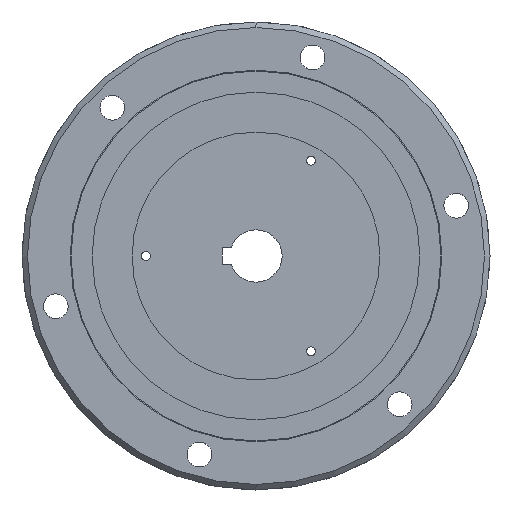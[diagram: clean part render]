
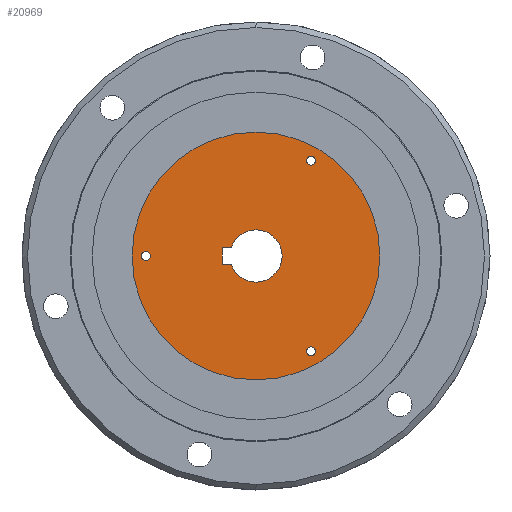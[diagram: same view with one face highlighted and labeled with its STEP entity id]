
A CAD part, left-side view. The second image highlights one B-rep face of the part: STEP entity #20969.
In plain terms, the highlighted face is planar.
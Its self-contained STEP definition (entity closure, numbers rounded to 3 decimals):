
#189 = ORIENTED_EDGE ( 'NONE', *, *, #28927, .F. ) ;
#649 = EDGE_LOOP ( 'NONE', ( #45963, #19255 ) ) ;
#790 = VECTOR ( 'NONE', #33240, 1000. ) ;
#1388 = CARTESIAN_POINT ( 'NONE',  ( 3., 9.014, 23.2 ) ) ;
#1700 = VERTEX_POINT ( 'NONE', #21687 ) ;
#2796 = DIRECTION ( 'NONE',  ( 0., 0., 1. ) ) ;
#3018 = LINE ( 'NONE', #11722, #37003 ) ;
#3113 = DIRECTION ( 'NONE',  ( 0., 0., -1. ) ) ;
#3596 = ORIENTED_EDGE ( 'NONE', *, *, #8380, .T. ) ;
#3624 = LINE ( 'NONE', #46827, #790 ) ;
#4051 = DIRECTION ( 'NONE',  ( 0., 0., 1. ) ) ;
#4329 = CARTESIAN_POINT ( 'NONE',  ( 3., 12.3, 23.2 ) ) ;
#4481 = VECTOR ( 'NONE', #9345, 1000. ) ;
#5200 = EDGE_CURVE ( 'NONE', #44348, #16974, #38418, .T. ) ;
#5645 = CARTESIAN_POINT ( 'NONE',  ( 3., 12.3, 23.2 ) ) ;
#6825 = AXIS2_PLACEMENT_3D ( 'NONE', #17616, #52333, #17229 ) ;
#8344 = CIRCLE ( 'NONE', #57054, 1.65 ) ;
#8380 = EDGE_CURVE ( 'NONE', #26278, #29075, #3624, .T. ) ;
#9345 = DIRECTION ( 'NONE',  ( 1., 0., 0. ) ) ;
#9882 = CARTESIAN_POINT ( 'NONE',  ( -9.5, 0., 23.2 ) ) ;
#10499 = CARTESIAN_POINT ( 'NONE',  ( 32.991, -20., 23.2 ) ) ;
#10583 = EDGE_CURVE ( 'NONE', #19256, #26278, #26720, .T. ) ;
#10919 = VERTEX_POINT ( 'NONE', #11647 ) ;
#11161 = CIRCLE ( 'NONE', #28649, 1.65 ) ;
#11647 = CARTESIAN_POINT ( 'NONE',  ( -3., 9.014, 23.2 ) ) ;
#11723 = CARTESIAN_POINT ( 'NONE',  ( 0., 0., 23.2 ) ) ;
#11722 = CARTESIAN_POINT ( 'NONE',  ( -3., 12.3, 23.2 ) ) ;
#12911 = EDGE_CURVE ( 'NONE', #29075, #41476, #41867, .T. ) ;
#12913 = AXIS2_PLACEMENT_3D ( 'NONE', #21323, #34289, #43168 ) ;
#13448 = CARTESIAN_POINT ( 'NONE',  ( 0., 40., 23.2 ) ) ;
#13903 = AXIS2_PLACEMENT_3D ( 'NONE', #40213, #40809, #45036 ) ;
#14024 = ORIENTED_EDGE ( 'NONE', *, *, #42664, .T. ) ;
#15091 = FACE_BOUND ( 'NONE', #18242, .T. ) ;
#15211 = ORIENTED_EDGE ( 'NONE', *, *, #29916, .T. ) ;
#15486 = VERTEX_POINT ( 'NONE', #28125 ) ;
#16014 = DIRECTION ( 'NONE',  ( 1., 0., 0. ) ) ;
#16120 = DIRECTION ( 'NONE',  ( 1., 0., 0. ) ) ;
#16588 = AXIS2_PLACEMENT_3D ( 'NONE', #57329, #26435, #17559 ) ;
#16974 = VERTEX_POINT ( 'NONE', #10499 ) ;
#17229 = DIRECTION ( 'NONE',  ( 1., 0., 0. ) ) ;
#17446 = EDGE_LOOP ( 'NONE', ( #48194, #14024, #56103, #15211, #35950, #3596 ) ) ;
#17559 = DIRECTION ( 'NONE',  ( 1., 0., 0. ) ) ;
#17616 = CARTESIAN_POINT ( 'NONE',  ( 0., 0., 23.2 ) ) ;
#17866 = DIRECTION ( 'NONE',  ( 1., 0., 0. ) ) ;
#18242 = EDGE_LOOP ( 'NONE', ( #42854, #53738 ) ) ;
#19092 = CIRCLE ( 'NONE', #46016, 9.5 ) ;
#19255 = ORIENTED_EDGE ( 'NONE', *, *, #5200, .F. ) ;
#19256 = VERTEX_POINT ( 'NONE', #35834 ) ;
#19370 = ORIENTED_EDGE ( 'NONE', *, *, #47624, .T. ) ;
#19719 = CARTESIAN_POINT ( 'NONE',  ( 0., 0., 23.2 ) ) ;
#19904 = DIRECTION ( 'NONE',  ( 1., 0., 0. ) ) ;
#20297 = PLANE ( 'NONE',  #47667 ) ;
#20805 = CIRCLE ( 'NONE', #16588, 1.65 ) ;
#20969 = ADVANCED_FACE ( 'NONE', ( #27559, #22735, #15091, #50496, #28292 ), #20297, .T. ) ;
#21323 = CARTESIAN_POINT ( 'NONE',  ( 34.641, -20., 23.2 ) ) ;
#21687 = CARTESIAN_POINT ( 'NONE',  ( -1.65, 40., 23.2 ) ) ;
#22735 = FACE_BOUND ( 'NONE', #649, .T. ) ;
#23408 = CARTESIAN_POINT ( 'NONE',  ( 36.291, -20., 23.2 ) ) ;
#24293 = VERTEX_POINT ( 'NONE', #55985 ) ;
#24315 = CARTESIAN_POINT ( 'NONE',  ( 0., 40., 23.2 ) ) ;
#26278 = VERTEX_POINT ( 'NONE', #5645 ) ;
#26435 = DIRECTION ( 'NONE',  ( 0., 0., 1. ) ) ;
#26608 = DIRECTION ( 'NONE',  ( 0., 0., -1. ) ) ;
#26720 = LINE ( 'NONE', #4329, #4481 ) ;
#26972 = CARTESIAN_POINT ( 'NONE',  ( 1.65, 40., 23.2 ) ) ;
#27559 = FACE_BOUND ( 'NONE', #54774, .T. ) ;
#27938 = EDGE_CURVE ( 'NONE', #1700, #34022, #8344, .T. ) ;
#28125 = CARTESIAN_POINT ( 'NONE',  ( 45., 0., 23.2 ) ) ;
#28292 = FACE_OUTER_BOUND ( 'NONE', #46819, .T. ) ;
#28649 = AXIS2_PLACEMENT_3D ( 'NONE', #13448, #44441, #48958 ) ;
#28825 = AXIS2_PLACEMENT_3D ( 'NONE', #44341, #4051, #17866 ) ;
#28927 = EDGE_CURVE ( 'NONE', #46692, #24293, #45373, .T. ) ;
#29075 = VERTEX_POINT ( 'NONE', #1388 ) ;
#29916 = EDGE_CURVE ( 'NONE', #10919, #19256, #3018, .T. ) ;
#31333 = EDGE_CURVE ( 'NONE', #16974, #44348, #34864, .T. ) ;
#31446 = ORIENTED_EDGE ( 'NONE', *, *, #54531, .F. ) ;
#32593 = EDGE_CURVE ( 'NONE', #54617, #10919, #19092, .T. ) ;
#33149 = VERTEX_POINT ( 'NONE', #38136 ) ;
#33240 = DIRECTION ( 'NONE',  ( 0., -1., 0. ) ) ;
#34022 = VERTEX_POINT ( 'NONE', #26972 ) ;
#34289 = DIRECTION ( 'NONE',  ( 0., 0., 1. ) ) ;
#34864 = CIRCLE ( 'NONE', #12913, 1.65 ) ;
#35834 = CARTESIAN_POINT ( 'NONE',  ( -3., 12.3, 23.2 ) ) ;
#35950 = ORIENTED_EDGE ( 'NONE', *, *, #10583, .T. ) ;
#37003 = VECTOR ( 'NONE', #46430, 1000. ) ;
#37574 = CARTESIAN_POINT ( 'NONE',  ( 34.641, -20., 23.2 ) ) ;
#37677 = CIRCLE ( 'NONE', #41973, 9.5 ) ;
#37749 = DIRECTION ( 'NONE',  ( 1., 0., 0. ) ) ;
#38136 = CARTESIAN_POINT ( 'NONE',  ( -45., 0., 23.2 ) ) ;
#38199 = CARTESIAN_POINT ( 'NONE',  ( 0., 0., 23.2 ) ) ;
#38418 = CIRCLE ( 'NONE', #41845, 1.65 ) ;
#40213 = CARTESIAN_POINT ( 'NONE',  ( -34.641, -20., 23.2 ) ) ;
#40809 = DIRECTION ( 'NONE',  ( 0., 0., 1. ) ) ;
#41476 = VERTEX_POINT ( 'NONE', #46811 ) ;
#41845 = AXIS2_PLACEMENT_3D ( 'NONE', #37574, #51188, #46087 ) ;
#41867 = CIRCLE ( 'NONE', #49916, 9.5 ) ;
#41973 = AXIS2_PLACEMENT_3D ( 'NONE', #19719, #42175, #55225 ) ;
#42175 = DIRECTION ( 'NONE',  ( 0., 0., -1. ) ) ;
#42231 = CIRCLE ( 'NONE', #28825, 45. ) ;
#42664 = EDGE_CURVE ( 'NONE', #41476, #54617, #37677, .T. ) ;
#42854 = ORIENTED_EDGE ( 'NONE', *, *, #27938, .F. ) ;
#43168 = DIRECTION ( 'NONE',  ( 1., 0., 0. ) ) ;
#43559 = EDGE_CURVE ( 'NONE', #34022, #1700, #11161, .T. ) ;
#44341 = CARTESIAN_POINT ( 'NONE',  ( 0., 0., 23.2 ) ) ;
#44348 = VERTEX_POINT ( 'NONE', #23408 ) ;
#44441 = DIRECTION ( 'NONE',  ( 0., 0., 1. ) ) ;
#45036 = DIRECTION ( 'NONE',  ( 1., 0., 0. ) ) ;
#45373 = CIRCLE ( 'NONE', #13903, 1.65 ) ;
#45963 = ORIENTED_EDGE ( 'NONE', *, *, #31333, .F. ) ;
#46016 = AXIS2_PLACEMENT_3D ( 'NONE', #53207, #26608, #37749 ) ;
#46087 = DIRECTION ( 'NONE',  ( 1., 0., 0. ) ) ;
#46403 = DIRECTION ( 'NONE',  ( 0., 0., 1. ) ) ;
#46430 = DIRECTION ( 'NONE',  ( 0., 1., 0. ) ) ;
#46692 = VERTEX_POINT ( 'NONE', #56587 ) ;
#46811 = CARTESIAN_POINT ( 'NONE',  ( 9.5, 0., 23.2 ) ) ;
#46819 = EDGE_LOOP ( 'NONE', ( #57299, #19370 ) ) ;
#46827 = CARTESIAN_POINT ( 'NONE',  ( 3., 9.014, 23.2 ) ) ;
#47624 = EDGE_CURVE ( 'NONE', #33149, #15486, #42231, .T. ) ;
#47667 = AXIS2_PLACEMENT_3D ( 'NONE', #11723, #2796, #16014 ) ;
#47764 = EDGE_CURVE ( 'NONE', #15486, #33149, #50542, .T. ) ;
#48194 = ORIENTED_EDGE ( 'NONE', *, *, #12911, .T. ) ;
#48958 = DIRECTION ( 'NONE',  ( 1., 0., 0. ) ) ;
#49916 = AXIS2_PLACEMENT_3D ( 'NONE', #38199, #3113, #16120 ) ;
#50496 = FACE_BOUND ( 'NONE', #17446, .T. ) ;
#50542 = CIRCLE ( 'NONE', #6825, 45. ) ;
#51188 = DIRECTION ( 'NONE',  ( 0., 0., 1. ) ) ;
#52333 = DIRECTION ( 'NONE',  ( 0., 0., 1. ) ) ;
#53207 = CARTESIAN_POINT ( 'NONE',  ( 0., 0., 23.2 ) ) ;
#53738 = ORIENTED_EDGE ( 'NONE', *, *, #43559, .F. ) ;
#54531 = EDGE_CURVE ( 'NONE', #24293, #46692, #20805, .T. ) ;
#54617 = VERTEX_POINT ( 'NONE', #9882 ) ;
#54774 = EDGE_LOOP ( 'NONE', ( #189, #31446 ) ) ;
#55225 = DIRECTION ( 'NONE',  ( 1., 0., 0. ) ) ;
#55985 = CARTESIAN_POINT ( 'NONE',  ( -32.991, -20., 23.2 ) ) ;
#56103 = ORIENTED_EDGE ( 'NONE', *, *, #32593, .T. ) ;
#56587 = CARTESIAN_POINT ( 'NONE',  ( -36.291, -20., 23.2 ) ) ;
#57054 = AXIS2_PLACEMENT_3D ( 'NONE', #24315, #46403, #19904 ) ;
#57299 = ORIENTED_EDGE ( 'NONE', *, *, #47764, .T. ) ;
#57329 = CARTESIAN_POINT ( 'NONE',  ( -34.641, -20., 23.2 ) ) ;
